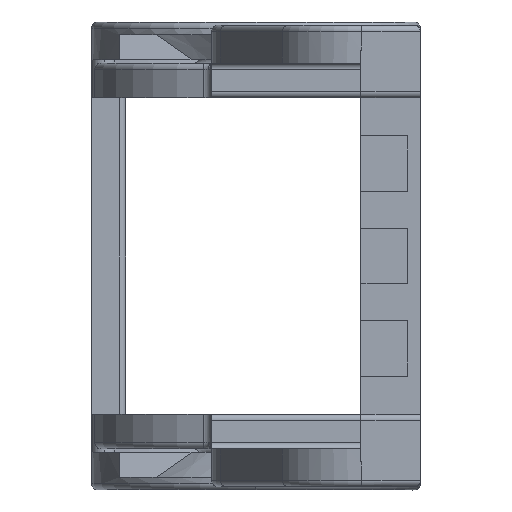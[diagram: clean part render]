
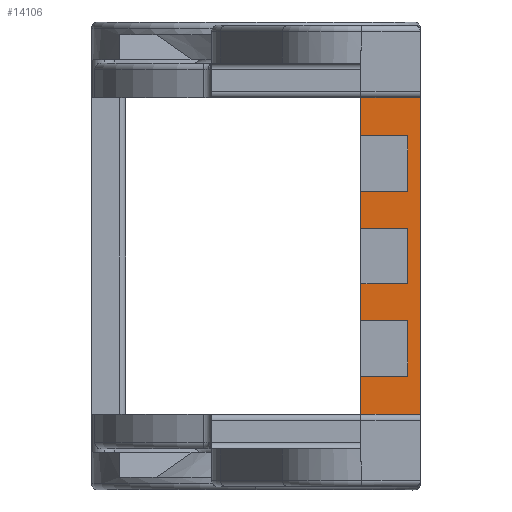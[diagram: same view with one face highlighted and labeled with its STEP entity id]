
A CAD part, left-side view. The second image highlights one B-rep face of the part: STEP entity #14106.
In plain terms, the highlighted planar face has unit normal (-1, 0, 0).
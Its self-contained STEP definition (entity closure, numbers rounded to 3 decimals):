
#617 = ORIENTED_EDGE ( 'NONE', *, *, #13133, .F. ) ;
#861 = DIRECTION ( 'NONE',  ( 0., 1., 0. ) ) ;
#892 = EDGE_CURVE ( 'NONE', #9513, #9074, #4354, .T. ) ;
#1041 = CARTESIAN_POINT ( 'NONE',  ( -76.5, -10.492, -1.715 ) ) ;
#1061 = EDGE_CURVE ( 'NONE', #6575, #2004, #16525, .T. ) ;
#1450 = FACE_OUTER_BOUND ( 'NONE', #8162, .T. ) ;
#1580 = ORIENTED_EDGE ( 'NONE', *, *, #6313, .F. ) ;
#1781 = DIRECTION ( 'NONE',  ( 0., 0., 1. ) ) ;
#2004 = VERTEX_POINT ( 'NONE', #15821 ) ;
#2187 = CARTESIAN_POINT ( 'NONE',  ( -76.5, -8.292, -3. ) ) ;
#2198 = ORIENTED_EDGE ( 'NONE', *, *, #4923, .F. ) ;
#2338 = CARTESIAN_POINT ( 'NONE',  ( -76.5, -8.292, -22. ) ) ;
#2489 = LINE ( 'NONE', #4288, #13011 ) ;
#2524 = CARTESIAN_POINT ( 'NONE',  ( -76.5, -8.292, -22. ) ) ;
#2594 = LINE ( 'NONE', #2187, #18317 ) ;
#2656 = LINE ( 'NONE', #2524, #17203 ) ;
#2740 = ORIENTED_EDGE ( 'NONE', *, *, #16125, .F. ) ;
#2782 = DIRECTION ( 'NONE',  ( 0., -1., 0. ) ) ;
#2799 = VECTOR ( 'NONE', #3955, 1000. ) ;
#2812 = CARTESIAN_POINT ( 'NONE',  ( -76.5, -11.801, -17.6 ) ) ;
#3378 = VERTEX_POINT ( 'NONE', #12717 ) ;
#3398 = EDGE_CURVE ( 'NONE', #9361, #3378, #2594, .T. ) ;
#3928 = VECTOR ( 'NONE', #861, 1000. ) ;
#3955 = DIRECTION ( 'NONE',  ( 0., 0., 1. ) ) ;
#4021 = ORIENTED_EDGE ( 'NONE', *, *, #3398, .F. ) ;
#4199 = LINE ( 'NONE', #14944, #15690 ) ;
#4250 = LINE ( 'NONE', #1041, #2799 ) ;
#4262 = PLANE ( 'NONE',  #13648 ) ;
#4288 = CARTESIAN_POINT ( 'NONE',  ( -76.5, -12.034, -7.4 ) ) ;
#4354 = LINE ( 'NONE', #4691, #7832 ) ;
#4691 = CARTESIAN_POINT ( 'NONE',  ( -76.5, -13.656, -25. ) ) ;
#4781 = DIRECTION ( 'NONE',  ( 0., 1., 0. ) ) ;
#4919 = VERTEX_POINT ( 'NONE', #8824 ) ;
#4923 = EDGE_CURVE ( 'NONE', #8892, #10818, #4199, .T. ) ;
#5262 = CARTESIAN_POINT ( 'NONE',  ( -76.5, -12.992, -25. ) ) ;
#5389 = DIRECTION ( 'NONE',  ( 0., 0., 1. ) ) ;
#5542 = EDGE_CURVE ( 'NONE', #4919, #2004, #10449, .T. ) ;
#5655 = EDGE_CURVE ( 'NONE', #6575, #7935, #12335, .T. ) ;
#5733 = CARTESIAN_POINT ( 'NONE',  ( -76.5, -8.292, -17.6 ) ) ;
#5811 = VECTOR ( 'NONE', #5389, 1000. ) ;
#5847 = ORIENTED_EDGE ( 'NONE', *, *, #15268, .T. ) ;
#6009 = DIRECTION ( 'NONE',  ( 0., 0., 1. ) ) ;
#6160 = LINE ( 'NONE', #17818, #11053 ) ;
#6313 = EDGE_CURVE ( 'NONE', #10818, #6691, #9520, .T. ) ;
#6382 = LINE ( 'NONE', #18402, #8705 ) ;
#6456 = CARTESIAN_POINT ( 'NONE',  ( -76.5, -8.292, 70.755 ) ) ;
#6575 = VERTEX_POINT ( 'NONE', #5733 ) ;
#6691 = VERTEX_POINT ( 'NONE', #10543 ) ;
#6893 = CARTESIAN_POINT ( 'NONE',  ( -76.5, -10.492, -7.4 ) ) ;
#7150 = VECTOR ( 'NONE', #1781, 1000. ) ;
#7752 = CARTESIAN_POINT ( 'NONE',  ( -76.5, -8.292, -25. ) ) ;
#7832 = VECTOR ( 'NONE', #17937, 1000. ) ;
#7935 = VERTEX_POINT ( 'NONE', #11070 ) ;
#8056 = EDGE_CURVE ( 'NONE', #10368, #6691, #2489, .T. ) ;
#8162 = EDGE_LOOP ( 'NONE', ( #2740, #12817, #1580, #2198, #12314, #18667, #12163, #14301, #617, #18319, #18789, #12374, #13671, #5847, #16871, #4021 ) ) ;
#8526 = CARTESIAN_POINT ( 'NONE',  ( -76.5, -8.292, 0. ) ) ;
#8705 = VECTOR ( 'NONE', #4781, 1000. ) ;
#8744 = CARTESIAN_POINT ( 'NONE',  ( -76.5, -10.492, -3. ) ) ;
#8824 = CARTESIAN_POINT ( 'NONE',  ( -76.5, -10.492, -14.7 ) ) ;
#8892 = VERTEX_POINT ( 'NONE', #13649 ) ;
#9074 = VERTEX_POINT ( 'NONE', #5262 ) ;
#9113 = EDGE_CURVE ( 'NONE', #9074, #10341, #15370, .T. ) ;
#9133 = DIRECTION ( 'NONE',  ( 0., 0., 1. ) ) ;
#9245 = CARTESIAN_POINT ( 'NONE',  ( -76.5, -8.292, 70.755 ) ) ;
#9361 = VERTEX_POINT ( 'NONE', #8744 ) ;
#9513 = VERTEX_POINT ( 'NONE', #7752 ) ;
#9520 = LINE ( 'NONE', #9245, #18472 ) ;
#9532 = LINE ( 'NONE', #10831, #12349 ) ;
#9669 = CARTESIAN_POINT ( 'NONE',  ( -76.5, -12.992, -25.792 ) ) ;
#9735 = CARTESIAN_POINT ( 'NONE',  ( -76.5, -10.492, -1.715 ) ) ;
#9869 = EDGE_CURVE ( 'NONE', #17763, #19413, #2656, .T. ) ;
#10115 = DIRECTION ( 'NONE',  ( 0., -1., 0. ) ) ;
#10341 = VERTEX_POINT ( 'NONE', #17243 ) ;
#10368 = VERTEX_POINT ( 'NONE', #6893 ) ;
#10388 = EDGE_CURVE ( 'NONE', #9513, #17763, #11044, .T. ) ;
#10449 = LINE ( 'NONE', #18904, #3928 ) ;
#10452 = DIRECTION ( 'NONE',  ( 0., 1., 0. ) ) ;
#10543 = CARTESIAN_POINT ( 'NONE',  ( -76.5, -8.292, -7.4 ) ) ;
#10818 = VERTEX_POINT ( 'NONE', #11621 ) ;
#10831 = CARTESIAN_POINT ( 'NONE',  ( -76.5, -10.492, -9.015 ) ) ;
#11044 = LINE ( 'NONE', #11346, #16689 ) ;
#11053 = VECTOR ( 'NONE', #16245, 1000. ) ;
#11070 = CARTESIAN_POINT ( 'NONE',  ( -76.5, -10.492, -17.6 ) ) ;
#11346 = CARTESIAN_POINT ( 'NONE',  ( -76.5, -8.292, -25.792 ) ) ;
#11621 = CARTESIAN_POINT ( 'NONE',  ( -76.5, -8.292, -10.3 ) ) ;
#11652 = LINE ( 'NONE', #9735, #5811 ) ;
#12163 = ORIENTED_EDGE ( 'NONE', *, *, #1061, .F. ) ;
#12314 = ORIENTED_EDGE ( 'NONE', *, *, #17673, .F. ) ;
#12335 = LINE ( 'NONE', #2812, #14258 ) ;
#12349 = VECTOR ( 'NONE', #9133, 1000. ) ;
#12374 = ORIENTED_EDGE ( 'NONE', *, *, #892, .T. ) ;
#12717 = CARTESIAN_POINT ( 'NONE',  ( -76.5, -8.292, -3. ) ) ;
#12817 = ORIENTED_EDGE ( 'NONE', *, *, #8056, .T. ) ;
#12963 = CARTESIAN_POINT ( 'NONE',  ( -76.5, -10.492, -22. ) ) ;
#13011 = VECTOR ( 'NONE', #19095, 1000. ) ;
#13133 = EDGE_CURVE ( 'NONE', #19413, #7935, #11652, .T. ) ;
#13495 = VERTEX_POINT ( 'NONE', #8526 ) ;
#13648 = AXIS2_PLACEMENT_3D ( 'NONE', #19392, #14746, #2782 ) ;
#13649 = CARTESIAN_POINT ( 'NONE',  ( -76.5, -10.492, -10.3 ) ) ;
#13671 = ORIENTED_EDGE ( 'NONE', *, *, #9113, .T. ) ;
#13856 = DIRECTION ( 'NONE',  ( 0., 0., 1. ) ) ;
#14041 = DIRECTION ( 'NONE',  ( 0., 1., 0. ) ) ;
#14106 = ADVANCED_FACE ( 'NONE', ( #1450 ), #4262, .F. ) ;
#14258 = VECTOR ( 'NONE', #16081, 1000. ) ;
#14301 = ORIENTED_EDGE ( 'NONE', *, *, #5655, .T. ) ;
#14746 = DIRECTION ( 'NONE',  ( 1., 0., 0. ) ) ;
#14944 = CARTESIAN_POINT ( 'NONE',  ( -76.5, -8.292, -10.3 ) ) ;
#15148 = EDGE_CURVE ( 'NONE', #3378, #13495, #6160, .T. ) ;
#15268 = EDGE_CURVE ( 'NONE', #10341, #13495, #6382, .T. ) ;
#15370 = LINE ( 'NONE', #9669, #18173 ) ;
#15690 = VECTOR ( 'NONE', #10452, 1000. ) ;
#15821 = CARTESIAN_POINT ( 'NONE',  ( -76.5, -8.292, -14.7 ) ) ;
#16081 = DIRECTION ( 'NONE',  ( 0., -1., 0. ) ) ;
#16125 = EDGE_CURVE ( 'NONE', #10368, #9361, #4250, .T. ) ;
#16245 = DIRECTION ( 'NONE',  ( 0., 0., 1. ) ) ;
#16525 = LINE ( 'NONE', #6456, #7150 ) ;
#16689 = VECTOR ( 'NONE', #6009, 1000. ) ;
#16871 = ORIENTED_EDGE ( 'NONE', *, *, #15148, .F. ) ;
#17171 = DIRECTION ( 'NONE',  ( 0., 0., 1. ) ) ;
#17203 = VECTOR ( 'NONE', #10115, 1000. ) ;
#17243 = CARTESIAN_POINT ( 'NONE',  ( -76.5, -12.992, 0. ) ) ;
#17673 = EDGE_CURVE ( 'NONE', #4919, #8892, #9532, .T. ) ;
#17763 = VERTEX_POINT ( 'NONE', #2338 ) ;
#17818 = CARTESIAN_POINT ( 'NONE',  ( -76.5, -8.292, -25.792 ) ) ;
#17937 = DIRECTION ( 'NONE',  ( 0., -1., 0. ) ) ;
#18173 = VECTOR ( 'NONE', #17171, 1000. ) ;
#18317 = VECTOR ( 'NONE', #14041, 1000. ) ;
#18319 = ORIENTED_EDGE ( 'NONE', *, *, #9869, .F. ) ;
#18402 = CARTESIAN_POINT ( 'NONE',  ( -76.5, -14.684, 0. ) ) ;
#18472 = VECTOR ( 'NONE', #13856, 1000. ) ;
#18667 = ORIENTED_EDGE ( 'NONE', *, *, #5542, .T. ) ;
#18789 = ORIENTED_EDGE ( 'NONE', *, *, #10388, .F. ) ;
#18904 = CARTESIAN_POINT ( 'NONE',  ( -76.5, -12.034, -14.7 ) ) ;
#19095 = DIRECTION ( 'NONE',  ( 0., 1., 0. ) ) ;
#19392 = CARTESIAN_POINT ( 'NONE',  ( -76.5, -10.492, -25. ) ) ;
#19413 = VERTEX_POINT ( 'NONE', #12963 ) ;
